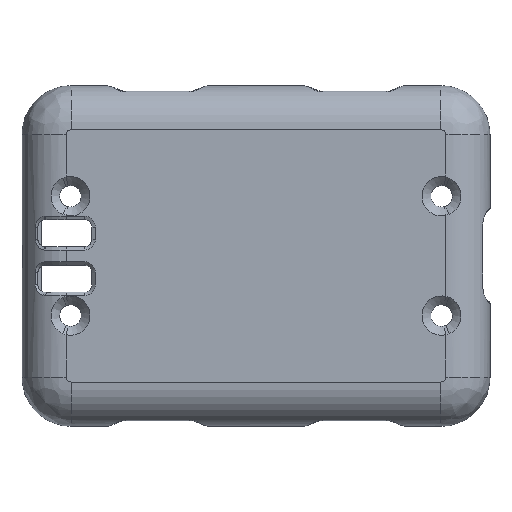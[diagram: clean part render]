
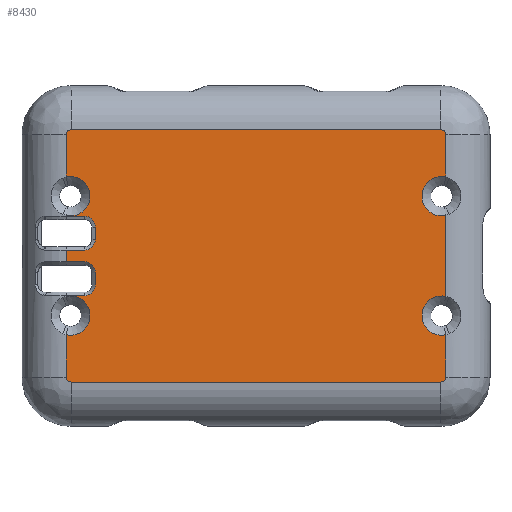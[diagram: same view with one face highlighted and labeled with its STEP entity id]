
A CAD part, top view. The second image highlights one B-rep face of the part: STEP entity #8430.
In plain terms, the highlighted planar face has unit normal (0, 0, 1).
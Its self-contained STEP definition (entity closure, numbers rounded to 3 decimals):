
#388=PLANE('',#9006);
#684=FACE_OUTER_BOUND('',#1152,.T.);
#1152=EDGE_LOOP('',(#6339,#6340,#6341,#6342,#6343,#6344,#6345,#6346,#6347,
#6348,#6349,#6350,#6351,#6352,#6353,#6354,#6355,#6356,#6357,#6358,#6359,
#6360,#6361,#6362,#6363,#6364,#6365,#6366));
#1634=LINE('',#12764,#2458);
#1635=LINE('',#12791,#2459);
#1636=LINE('',#12816,#2460);
#1851=LINE('',#13420,#2675);
#1852=LINE('',#13424,#2676);
#1853=LINE('',#13431,#2677);
#1854=LINE('',#13435,#2678);
#1855=LINE('',#13439,#2679);
#1856=LINE('',#13441,#2680);
#1857=LINE('',#13445,#2681);
#1858=LINE('',#13449,#2682);
#1859=LINE('',#13451,#2683);
#1860=LINE('',#13453,#2684);
#1861=LINE('',#13457,#2685);
#1862=LINE('',#13461,#2686);
#1863=LINE('',#13462,#2687);
#2458=VECTOR('',#9875,10.);
#2459=VECTOR('',#9876,10.);
#2460=VECTOR('',#9877,10.);
#2675=VECTOR('',#10288,10.);
#2676=VECTOR('',#10291,10.);
#2677=VECTOR('',#10300,10.);
#2678=VECTOR('',#10303,10.);
#2679=VECTOR('',#10306,10.);
#2680=VECTOR('',#10307,10.);
#2681=VECTOR('',#10310,10.);
#2682=VECTOR('',#10313,10.);
#2683=VECTOR('',#10314,10.);
#2684=VECTOR('',#10315,10.);
#2685=VECTOR('',#10318,10.);
#2686=VECTOR('',#10321,10.);
#2687=VECTOR('',#10322,10.);
#3246=CIRCLE('',#9005,2.);
#3247=CIRCLE('',#9007,0.5);
#3248=CIRCLE('',#9008,0.5);
#3249=CIRCLE('',#9009,2.);
#3250=CIRCLE('',#9010,2.);
#3251=CIRCLE('',#9011,0.5);
#3252=CIRCLE('',#9012,0.5);
#3253=CIRCLE('',#9013,2.);
#3254=CIRCLE('',#9014,1.1);
#3255=CIRCLE('',#9015,1.1);
#3256=CIRCLE('',#9016,1.1);
#3257=CIRCLE('',#9017,1.1);
#3659=VERTEX_POINT('',#12761);
#3660=VERTEX_POINT('',#12763);
#3663=VERTEX_POINT('',#12785);
#3664=VERTEX_POINT('',#12790);
#3667=VERTEX_POINT('',#12810);
#3668=VERTEX_POINT('',#12815);
#3831=VERTEX_POINT('',#13362);
#3834=VERTEX_POINT('',#13367);
#3835=VERTEX_POINT('',#13419);
#3836=VERTEX_POINT('',#13421);
#3837=VERTEX_POINT('',#13423);
#3838=VERTEX_POINT('',#13428);
#3839=VERTEX_POINT('',#13430);
#3840=VERTEX_POINT('',#13432);
#3841=VERTEX_POINT('',#13434);
#3842=VERTEX_POINT('',#13436);
#3843=VERTEX_POINT('',#13438);
#3844=VERTEX_POINT('',#13440);
#3845=VERTEX_POINT('',#13442);
#3846=VERTEX_POINT('',#13444);
#3847=VERTEX_POINT('',#13446);
#3848=VERTEX_POINT('',#13448);
#3849=VERTEX_POINT('',#13450);
#3850=VERTEX_POINT('',#13452);
#3851=VERTEX_POINT('',#13454);
#3852=VERTEX_POINT('',#13456);
#3853=VERTEX_POINT('',#13458);
#3854=VERTEX_POINT('',#13460);
#4533=EDGE_CURVE('',#3659,#3660,#1634,.T.);
#4537=EDGE_CURVE('',#3663,#3664,#1635,.T.);
#4541=EDGE_CURVE('',#3667,#3668,#1636,.T.);
#4782=EDGE_CURVE('',#3834,#3831,#3246,.T.);
#4787=EDGE_CURVE('',#3835,#3834,#1851,.T.);
#4788=EDGE_CURVE('',#3836,#3835,#3247,.T.);
#4789=EDGE_CURVE('',#3837,#3836,#1852,.T.);
#4790=EDGE_CURVE('',#3668,#3837,#3248,.T.);
#4791=EDGE_CURVE('',#3664,#3667,#3249,.T.);
#4792=EDGE_CURVE('',#3660,#3663,#3250,.T.);
#4793=EDGE_CURVE('',#3838,#3659,#3251,.T.);
#4794=EDGE_CURVE('',#3839,#3838,#1853,.T.);
#4795=EDGE_CURVE('',#3840,#3839,#3252,.T.);
#4796=EDGE_CURVE('',#3841,#3840,#1854,.T.);
#4797=EDGE_CURVE('',#3842,#3841,#3253,.T.);
#4798=EDGE_CURVE('',#3843,#3842,#1855,.T.);
#4799=EDGE_CURVE('',#3844,#3843,#1856,.T.);
#4800=EDGE_CURVE('',#3845,#3844,#3254,.T.);
#4801=EDGE_CURVE('',#3846,#3845,#1857,.T.);
#4802=EDGE_CURVE('',#3847,#3846,#3255,.T.);
#4803=EDGE_CURVE('',#3848,#3847,#1858,.T.);
#4804=EDGE_CURVE('',#3849,#3848,#1859,.T.);
#4805=EDGE_CURVE('',#3850,#3849,#1860,.T.);
#4806=EDGE_CURVE('',#3851,#3850,#3256,.T.);
#4807=EDGE_CURVE('',#3852,#3851,#1861,.T.);
#4808=EDGE_CURVE('',#3853,#3852,#3257,.T.);
#4809=EDGE_CURVE('',#3854,#3853,#1862,.T.);
#4810=EDGE_CURVE('',#3831,#3854,#1863,.T.);
#6339=ORIENTED_EDGE('',*,*,#4782,.F.);
#6340=ORIENTED_EDGE('',*,*,#4787,.F.);
#6341=ORIENTED_EDGE('',*,*,#4788,.F.);
#6342=ORIENTED_EDGE('',*,*,#4789,.F.);
#6343=ORIENTED_EDGE('',*,*,#4790,.F.);
#6344=ORIENTED_EDGE('',*,*,#4541,.F.);
#6345=ORIENTED_EDGE('',*,*,#4791,.F.);
#6346=ORIENTED_EDGE('',*,*,#4537,.F.);
#6347=ORIENTED_EDGE('',*,*,#4792,.F.);
#6348=ORIENTED_EDGE('',*,*,#4533,.F.);
#6349=ORIENTED_EDGE('',*,*,#4793,.F.);
#6350=ORIENTED_EDGE('',*,*,#4794,.F.);
#6351=ORIENTED_EDGE('',*,*,#4795,.F.);
#6352=ORIENTED_EDGE('',*,*,#4796,.F.);
#6353=ORIENTED_EDGE('',*,*,#4797,.F.);
#6354=ORIENTED_EDGE('',*,*,#4798,.F.);
#6355=ORIENTED_EDGE('',*,*,#4799,.F.);
#6356=ORIENTED_EDGE('',*,*,#4800,.F.);
#6357=ORIENTED_EDGE('',*,*,#4801,.F.);
#6358=ORIENTED_EDGE('',*,*,#4802,.F.);
#6359=ORIENTED_EDGE('',*,*,#4803,.F.);
#6360=ORIENTED_EDGE('',*,*,#4804,.F.);
#6361=ORIENTED_EDGE('',*,*,#4805,.F.);
#6362=ORIENTED_EDGE('',*,*,#4806,.F.);
#6363=ORIENTED_EDGE('',*,*,#4807,.F.);
#6364=ORIENTED_EDGE('',*,*,#4808,.F.);
#6365=ORIENTED_EDGE('',*,*,#4809,.F.);
#6366=ORIENTED_EDGE('',*,*,#4810,.F.);
#8430=ADVANCED_FACE('',(#684),#388,.T.);
#9005=AXIS2_PLACEMENT_3D('',#13369,#10284,#10285);
#9006=AXIS2_PLACEMENT_3D('',#13418,#10286,#10287);
#9007=AXIS2_PLACEMENT_3D('',#13422,#10289,#10290);
#9008=AXIS2_PLACEMENT_3D('',#13425,#10292,#10293);
#9009=AXIS2_PLACEMENT_3D('',#13426,#10294,#10295);
#9010=AXIS2_PLACEMENT_3D('',#13427,#10296,#10297);
#9011=AXIS2_PLACEMENT_3D('',#13429,#10298,#10299);
#9012=AXIS2_PLACEMENT_3D('',#13433,#10301,#10302);
#9013=AXIS2_PLACEMENT_3D('',#13437,#10304,#10305);
#9014=AXIS2_PLACEMENT_3D('',#13443,#10308,#10309);
#9015=AXIS2_PLACEMENT_3D('',#13447,#10311,#10312);
#9016=AXIS2_PLACEMENT_3D('',#13455,#10316,#10317);
#9017=AXIS2_PLACEMENT_3D('',#13459,#10319,#10320);
#9875=DIRECTION('',(0.,-1.,0.));
#9876=DIRECTION('',(0.,-1.,0.));
#9877=DIRECTION('',(0.,-1.,0.));
#10284=DIRECTION('center_axis',(0.,0.,1.));
#10285=DIRECTION('ref_axis',(1.,0.,0.));
#10286=DIRECTION('center_axis',(0.,0.,1.));
#10287=DIRECTION('ref_axis',(1.,0.,0.));
#10288=DIRECTION('',(0.,1.,0.));
#10289=DIRECTION('center_axis',(0.,0.,-1.));
#10290=DIRECTION('ref_axis',(-0.707,-0.707,0.));
#10291=DIRECTION('',(-1.,0.,0.));
#10292=DIRECTION('center_axis',(0.,0.,-1.));
#10293=DIRECTION('ref_axis',(0.707,-0.707,0.));
#10294=DIRECTION('center_axis',(0.,0.,1.));
#10295=DIRECTION('ref_axis',(-1.,0.,0.));
#10296=DIRECTION('center_axis',(0.,0.,1.));
#10297=DIRECTION('ref_axis',(-1.,0.,0.));
#10298=DIRECTION('center_axis',(0.,0.,-1.));
#10299=DIRECTION('ref_axis',(0.707,0.707,0.));
#10300=DIRECTION('',(1.,0.,0.));
#10301=DIRECTION('center_axis',(0.,0.,-1.));
#10302=DIRECTION('ref_axis',(-0.707,0.707,0.));
#10303=DIRECTION('',(0.,1.,0.));
#10304=DIRECTION('center_axis',(0.,0.,1.));
#10305=DIRECTION('ref_axis',(1.,0.,0.));
#10306=DIRECTION('',(0.,1.,0.));
#10307=DIRECTION('',(-1.,0.,0.));
#10308=DIRECTION('center_axis',(0.,0.,1.));
#10309=DIRECTION('ref_axis',(1.,0.,0.));
#10310=DIRECTION('',(0.,1.,0.));
#10311=DIRECTION('center_axis',(0.,0.,1.));
#10312=DIRECTION('ref_axis',(0.,-1.,0.));
#10313=DIRECTION('',(1.,0.,0.));
#10314=DIRECTION('',(0.,1.,0.));
#10315=DIRECTION('',(-1.,0.,0.));
#10316=DIRECTION('center_axis',(0.,0.,1.));
#10317=DIRECTION('ref_axis',(0.,1.,0.));
#10318=DIRECTION('',(0.,1.,0.));
#10319=DIRECTION('center_axis',(0.,0.,1.));
#10320=DIRECTION('ref_axis',(1.,0.,0.));
#10321=DIRECTION('',(1.,0.,0.));
#10322=DIRECTION('',(0.,1.,0.));
#12761=CARTESIAN_POINT('',(29.35,20.844,6.75));
#12763=CARTESIAN_POINT('',(29.35,16.532,6.75));
#12764=CARTESIAN_POINT('',(29.35,-0.172,6.75));
#12785=CARTESIAN_POINT('',(29.35,12.624,6.75));
#12790=CARTESIAN_POINT('',(29.35,4.376,6.75));
#12791=CARTESIAN_POINT('',(29.35,-0.172,6.75));
#12810=CARTESIAN_POINT('',(29.35,0.468,6.75));
#12815=CARTESIAN_POINT('',(29.35,-3.844,6.75));
#12816=CARTESIAN_POINT('',(29.35,-0.172,6.75));
#13362=CARTESIAN_POINT('',(-9.3,4.376,6.75));
#13367=CARTESIAN_POINT('',(-9.3,0.468,6.75));
#13369=CARTESIAN_POINT('Origin',(-8.873,2.422,6.75));
#13418=CARTESIAN_POINT('Origin',(10.025,8.5,6.75));
#13419=CARTESIAN_POINT('',(-9.3,-3.844,6.75));
#13420=CARTESIAN_POINT('',(-9.3,17.172,6.75));
#13421=CARTESIAN_POINT('',(-8.8,-4.344,6.75));
#13422=CARTESIAN_POINT('Origin',(-8.8,-3.844,6.75));
#13423=CARTESIAN_POINT('',(28.85,-4.344,6.75));
#13424=CARTESIAN_POINT('',(-1.887,-4.344,6.75));
#13425=CARTESIAN_POINT('Origin',(28.85,-3.844,6.75));
#13426=CARTESIAN_POINT('Origin',(28.923,2.422,6.75));
#13427=CARTESIAN_POINT('Origin',(28.923,14.578,6.75));
#13428=CARTESIAN_POINT('',(28.85,21.344,6.75));
#13429=CARTESIAN_POINT('Origin',(28.85,20.844,6.75));
#13430=CARTESIAN_POINT('',(-8.8,21.344,6.75));
#13431=CARTESIAN_POINT('',(21.938,21.344,6.75));
#13432=CARTESIAN_POINT('',(-9.3,20.844,6.75));
#13433=CARTESIAN_POINT('Origin',(-8.8,20.844,6.75));
#13434=CARTESIAN_POINT('',(-9.3,16.532,6.75));
#13435=CARTESIAN_POINT('',(-9.3,17.172,6.75));
#13436=CARTESIAN_POINT('',(-9.3,12.624,6.75));
#13437=CARTESIAN_POINT('Origin',(-8.873,14.578,6.75));
#13438=CARTESIAN_POINT('',(-9.3,12.542,6.75));
#13439=CARTESIAN_POINT('',(-9.3,17.172,6.75));
#13440=CARTESIAN_POINT('',(-7.431,12.542,6.75));
#13441=CARTESIAN_POINT('',(-0.703,12.542,6.75));
#13442=CARTESIAN_POINT('',(-6.331,11.442,6.75));
#13443=CARTESIAN_POINT('Origin',(-7.431,11.442,6.75));
#13444=CARTESIAN_POINT('',(-6.331,10.192,6.75));
#13445=CARTESIAN_POINT('',(-6.331,9.971,6.75));
#13446=CARTESIAN_POINT('',(-7.431,9.092,6.75));
#13447=CARTESIAN_POINT('Origin',(-7.431,10.192,6.75));
#13448=CARTESIAN_POINT('',(-9.3,9.092,6.75));
#13449=CARTESIAN_POINT('',(1.297,9.092,6.75));
#13450=CARTESIAN_POINT('',(-9.3,7.908,6.75));
#13451=CARTESIAN_POINT('',(-9.3,17.172,6.75));
#13452=CARTESIAN_POINT('',(-7.431,7.908,6.75));
#13453=CARTESIAN_POINT('',(1.297,7.908,6.75));
#13454=CARTESIAN_POINT('',(-6.331,6.808,6.75));
#13455=CARTESIAN_POINT('Origin',(-7.431,6.808,6.75));
#13456=CARTESIAN_POINT('',(-6.331,5.558,6.75));
#13457=CARTESIAN_POINT('',(-6.331,7.029,6.75));
#13458=CARTESIAN_POINT('',(-7.431,4.458,6.75));
#13459=CARTESIAN_POINT('Origin',(-7.431,5.558,6.75));
#13460=CARTESIAN_POINT('',(-9.3,4.458,6.75));
#13461=CARTESIAN_POINT('',(-0.703,4.458,6.75));
#13462=CARTESIAN_POINT('',(-9.3,17.172,6.75));
